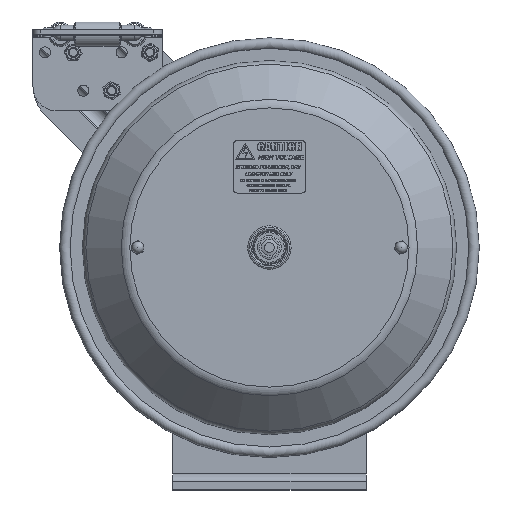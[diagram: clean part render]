
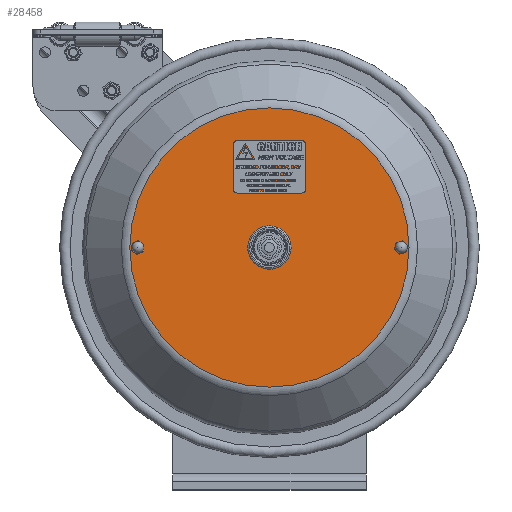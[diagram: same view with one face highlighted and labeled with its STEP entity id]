
A CAD part, top view. The second image highlights one B-rep face of the part: STEP entity #28458.
In plain terms, the highlighted planar face has unit normal (0, 0, 1).
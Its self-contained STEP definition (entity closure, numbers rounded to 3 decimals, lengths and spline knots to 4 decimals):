
#2043=FACE_BOUND('',#3448,.T.);
#2044=FACE_BOUND('',#3449,.T.);
#2045=FACE_BOUND('',#3450,.T.);
#2745=FACE_OUTER_BOUND('',#3447,.T.);
#3447=EDGE_LOOP('',(#23531));
#3448=EDGE_LOOP('',(#23532));
#3449=EDGE_LOOP('',(#23533));
#3450=EDGE_LOOP('',(#23534));
#4466=CIRCLE('',#29726,4.325);
#4467=CIRCLE('',#29728,0.1094);
#4468=CIRCLE('',#29729,0.1094);
#4469=CIRCLE('',#29730,0.625);
#12215=VERTEX_POINT('',#40073);
#12216=VERTEX_POINT('',#40076);
#12217=VERTEX_POINT('',#40078);
#12218=VERTEX_POINT('',#40080);
#17576=EDGE_CURVE('',#12215,#12215,#4466,.T.);
#17577=EDGE_CURVE('',#12216,#12216,#4467,.T.);
#17578=EDGE_CURVE('',#12217,#12217,#4468,.T.);
#17579=EDGE_CURVE('',#12218,#12218,#4469,.T.);
#23531=ORIENTED_EDGE('',*,*,#17576,.T.);
#23532=ORIENTED_EDGE('',*,*,#17577,.T.);
#23533=ORIENTED_EDGE('',*,*,#17578,.T.);
#23534=ORIENTED_EDGE('',*,*,#17579,.T.);
#27491=PLANE('',#29727);
#28458=ADVANCED_FACE('',(#2745,#2043,#2044,#2045),#27491,.T.);
#29726=AXIS2_PLACEMENT_3D('',#40074,#32887,#32888);
#29727=AXIS2_PLACEMENT_3D('',#40075,#32889,#32890);
#29728=AXIS2_PLACEMENT_3D('',#40077,#32891,#32892);
#29729=AXIS2_PLACEMENT_3D('',#40079,#32893,#32894);
#29730=AXIS2_PLACEMENT_3D('',#40081,#32895,#32896);
#32887=DIRECTION('center_axis',(0.,0.,1.));
#32888=DIRECTION('ref_axis',(-1.,0.,0.));
#32889=DIRECTION('center_axis',(0.,0.,1.));
#32890=DIRECTION('ref_axis',(0.,-1.,0.));
#32891=DIRECTION('center_axis',(0.,0.,-1.));
#32892=DIRECTION('ref_axis',(1.,0.,0.));
#32893=DIRECTION('center_axis',(0.,0.,-1.));
#32894=DIRECTION('ref_axis',(1.,0.,0.));
#32895=DIRECTION('center_axis',(0.,0.,-1.));
#32896=DIRECTION('ref_axis',(-1.,0.,0.));
#40073=CARTESIAN_POINT('',(-2.0573,0.1022,3.2627));
#40074=CARTESIAN_POINT('Origin',(2.2677,0.1022,3.2627));
#40075=CARTESIAN_POINT('Origin',(0.1052,0.1022,3.2627));
#40076=CARTESIAN_POINT('',(6.4552,0.1022,3.2627));
#40077=CARTESIAN_POINT('Origin',(6.3458,0.1022,3.2627));
#40078=CARTESIAN_POINT('',(-1.7011,0.1022,3.2627));
#40079=CARTESIAN_POINT('Origin',(-1.8105,0.1022,3.2627));
#40080=CARTESIAN_POINT('',(2.8927,0.1022,3.2627));
#40081=CARTESIAN_POINT('Origin',(2.2677,0.1022,3.2627));
